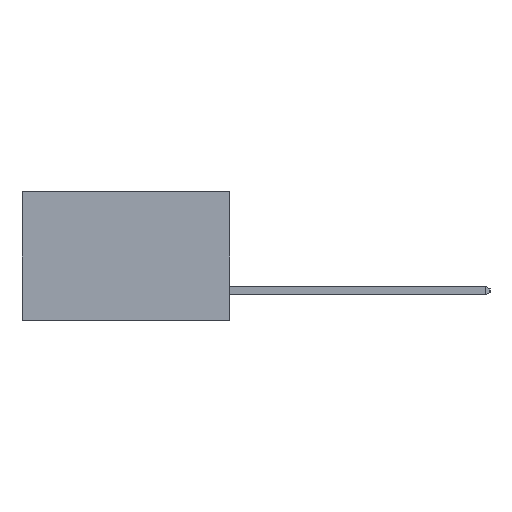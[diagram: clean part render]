
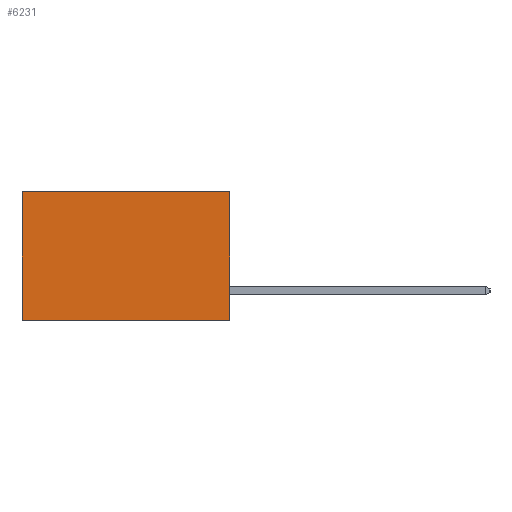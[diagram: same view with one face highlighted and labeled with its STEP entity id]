
A CAD part, left-side view. The second image highlights one B-rep face of the part: STEP entity #6231.
In plain terms, the highlighted planar face has unit normal (-1, 0, 0).
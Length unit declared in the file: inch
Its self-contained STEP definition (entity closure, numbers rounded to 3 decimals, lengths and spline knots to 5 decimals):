
#358 = FACE_OUTER_BOUND ( 'NONE', #8061, .T. ) ;
#981 = EDGE_CURVE ( 'NONE', #17121, #8785, #3363, .T. ) ;
#2631 = EDGE_CURVE ( 'NONE', #6471, #21861, #22343, .T. ) ;
#2672 = CARTESIAN_POINT ( 'NONE',  ( 0.2615, 0.6, -0.37 ) ) ;
#2837 = AXIS2_PLACEMENT_3D ( 'NONE', #3155, #3115, #3071 ) ;
#3071 = DIRECTION ( 'NONE',  ( 0., 0., -1. ) ) ;
#3115 = DIRECTION ( 'NONE',  ( 1., 0., 0. ) ) ;
#3155 = CARTESIAN_POINT ( 'NONE',  ( 0.2615, 0., -0.37 ) ) ;
#3363 = LINE ( 'NONE', #6055, #23355 ) ;
#3381 = PLANE ( 'NONE',  #2837 ) ;
#5487 = CARTESIAN_POINT ( 'NONE',  ( 0.2615, 0.6, 0. ) ) ;
#5492 = ORIENTED_EDGE ( 'NONE', *, *, #11349, .T. ) ;
#6055 = CARTESIAN_POINT ( 'NONE',  ( 0.2615, 0.6, -0.37 ) ) ;
#6231 = ADVANCED_FACE ( 'NONE', ( #358 ), #3381, .F. ) ;
#6471 = VERTEX_POINT ( 'NONE', #25508 ) ;
#7584 = EDGE_CURVE ( 'NONE', #21861, #8785, #18873, .T. ) ;
#8061 = EDGE_LOOP ( 'NONE', ( #13887, #16263, #12431, #5492 ) ) ;
#8785 = VERTEX_POINT ( 'NONE', #2672 ) ;
#10599 = LINE ( 'NONE', #14493, #20589 ) ;
#11349 = EDGE_CURVE ( 'NONE', #6471, #17121, #10599, .T. ) ;
#12431 = ORIENTED_EDGE ( 'NONE', *, *, #2631, .F. ) ;
#12967 = VECTOR ( 'NONE', #19453, 39.37008 ) ;
#13887 = ORIENTED_EDGE ( 'NONE', *, *, #981, .T. ) ;
#14493 = CARTESIAN_POINT ( 'NONE',  ( 0.2615, 0., 0. ) ) ;
#15898 = VECTOR ( 'NONE', #22193, 39.37008 ) ;
#16263 = ORIENTED_EDGE ( 'NONE', *, *, #7584, .F. ) ;
#17121 = VERTEX_POINT ( 'NONE', #5487 ) ;
#18200 = CARTESIAN_POINT ( 'NONE',  ( 0.2615, 0., -0.37 ) ) ;
#18435 = DIRECTION ( 'NONE',  ( 0., 1., 0. ) ) ;
#18873 = LINE ( 'NONE', #19346, #12967 ) ;
#19346 = CARTESIAN_POINT ( 'NONE',  ( 0.2615, 0., -0.37 ) ) ;
#19453 = DIRECTION ( 'NONE',  ( 0., 1., 0. ) ) ;
#20589 = VECTOR ( 'NONE', #18435, 39.37008 ) ;
#21861 = VERTEX_POINT ( 'NONE', #18200 ) ;
#22193 = DIRECTION ( 'NONE',  ( 0., 0., -1. ) ) ;
#22321 = CARTESIAN_POINT ( 'NONE',  ( 0.2615, 0., -0.37 ) ) ;
#22343 = LINE ( 'NONE', #22321, #15898 ) ;
#22676 = DIRECTION ( 'NONE',  ( 0., 0., -1. ) ) ;
#23355 = VECTOR ( 'NONE', #22676, 39.37008 ) ;
#25508 = CARTESIAN_POINT ( 'NONE',  ( 0.2615, 0., 0. ) ) ;
